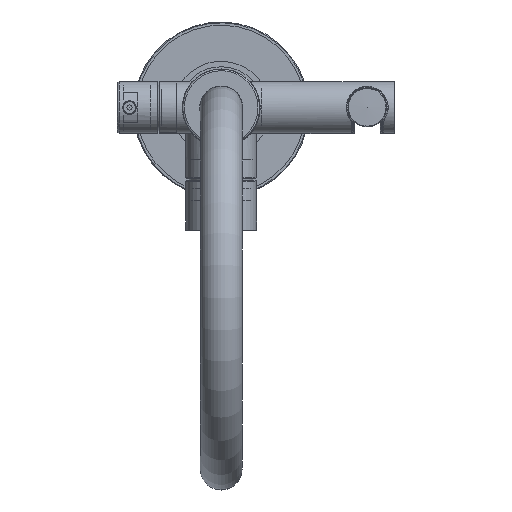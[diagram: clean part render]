
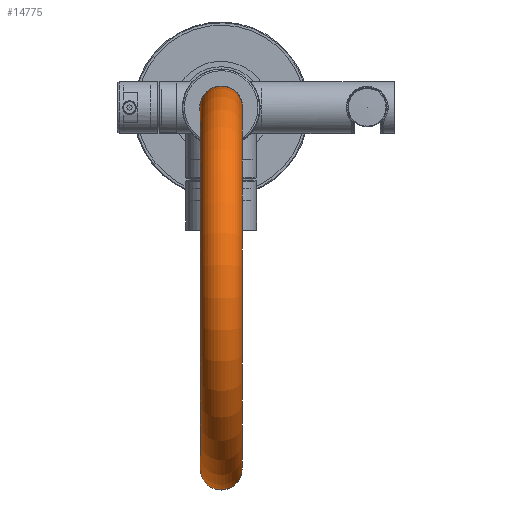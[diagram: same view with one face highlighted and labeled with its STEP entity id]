
A CAD part, top view. The second image highlights one B-rep face of the part: STEP entity #14775.
In plain terms, the highlighted toroidal (fillet/blend) face has major radius 112.5 mm and minor radius 13 mm.
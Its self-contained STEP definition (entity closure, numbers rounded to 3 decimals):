
#1889=TOROIDAL_SURFACE('',#15789,112.5,13.);
#2970=ORIENTED_EDGE('',*,*,#5511,.F.);
#2971=ORIENTED_EDGE('',*,*,#5509,.T.);
#5509=EDGE_CURVE('',#6854,#6854,#7840,.F.);
#5511=EDGE_CURVE('',#6856,#6856,#7842,.F.);
#6854=VERTEX_POINT('',#22636);
#6856=VERTEX_POINT('',#22642);
#7840=CIRCLE('',#15786,13.);
#7842=CIRCLE('',#15790,13.);
#8486=EDGE_LOOP('',(#2970));
#8487=EDGE_LOOP('',(#2971));
#9584=FACE_BOUND('',#8486,.T.);
#9585=FACE_BOUND('',#8487,.T.);
#14775=ADVANCED_FACE('',(#9584,#9585),#1889,.T.);
#15786=AXIS2_PLACEMENT_3D('',#22635,#17482,#17483);
#15789=AXIS2_PLACEMENT_3D('',#22640,#17488,#17489);
#15790=AXIS2_PLACEMENT_3D('',#22641,#17490,#17491);
#17482=DIRECTION('',(0.,0.,-1.));
#17483=DIRECTION('',(-1.,0.,0.));
#17488=DIRECTION('',(1.,0.,0.));
#17489=DIRECTION('',(0.,1.,0.));
#17490=DIRECTION('',(0.,0.,1.));
#17491=DIRECTION('',(0.,-1.,0.));
#22635=CARTESIAN_POINT('',(0.,0.,454.5));
#22636=CARTESIAN_POINT('',(-13.,0.,454.5));
#22640=CARTESIAN_POINT('',(0.,-112.5,454.5));
#22641=CARTESIAN_POINT('',(0.,-225.,454.5));
#22642=CARTESIAN_POINT('',(-13.,-225.,454.5));
